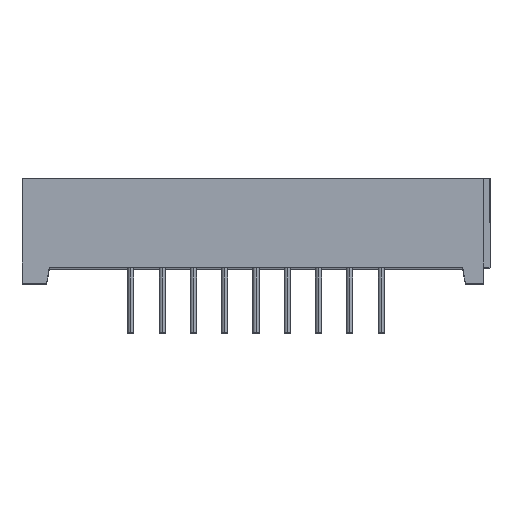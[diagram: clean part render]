
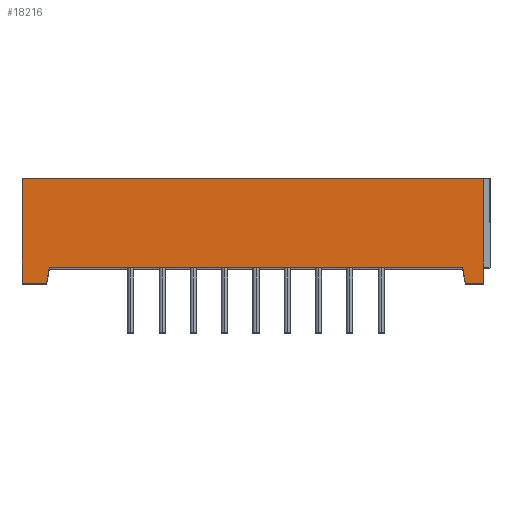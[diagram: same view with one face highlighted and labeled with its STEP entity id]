
A CAD part, top view. The second image highlights one B-rep face of the part: STEP entity #18216.
In plain terms, the highlighted planar face has unit normal (0, 0, 1).
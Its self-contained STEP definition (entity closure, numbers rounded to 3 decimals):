
#982 = EDGE_LOOP ( 'NONE', ( #1703, #1705, #1704, #1706, #1708, #1707, #1709, #1710 ) ) ;
#1703 = ORIENTED_EDGE ( 'NONE', *, *, #18056, .F. ) ;
#1704 = ORIENTED_EDGE ( 'NONE', *, *, #18042, .T. ) ;
#1705 = ORIENTED_EDGE ( 'NONE', *, *, #18060, .T. ) ;
#1706 = ORIENTED_EDGE ( 'NONE', *, *, #18061, .F. ) ;
#1707 = ORIENTED_EDGE ( 'NONE', *, *, #18063, .F. ) ;
#1708 = ORIENTED_EDGE ( 'NONE', *, *, #18062, .F. ) ;
#1709 = ORIENTED_EDGE ( 'NONE', *, *, #18256, .F. ) ;
#1710 = ORIENTED_EDGE ( 'NONE', *, *, #18064, .F. ) ;
#5450 = CARTESIAN_POINT ( 'NONE',  ( -19., 4.25, 30.4 ) ) ;
#5451 = CARTESIAN_POINT ( 'NONE',  ( 18.5, 4.25, 30.4 ) ) ;
#5460 = CARTESIAN_POINT ( 'NONE',  ( 18.5, -4.25, 30.4 ) ) ;
#5461 = CARTESIAN_POINT ( 'NONE',  ( 17., -4.25, 30.4 ) ) ;
#5464 = CARTESIAN_POINT ( 'NONE',  ( -19., -4.25, 30.4 ) ) ;
#5465 = CARTESIAN_POINT ( 'NONE',  ( -17., -4.25, 30.4 ) ) ;
#8673 = VECTOR ( 'NONE', #9483, 1000. ) ;
#8761 = CARTESIAN_POINT ( 'NONE',  ( 16.78, -3., 30.4 ) ) ;
#8762 = CARTESIAN_POINT ( 'NONE',  ( -16.78, -3., 30.4 ) ) ;
#9481 = LINE ( 'NONE', #9482, #8673 ) ;
#9482 = CARTESIAN_POINT ( 'NONE',  ( 19., 4.25, 30.4 ) ) ;
#9483 = DIRECTION ( 'NONE',  ( -1., 0., 0. ) ) ;
#9523 = LINE ( 'NONE', #9524, #9846 ) ;
#9524 = CARTESIAN_POINT ( 'NONE',  ( 19., -4.25, 30.4 ) ) ;
#9525 = DIRECTION ( 'NONE',  ( -1., 0., 0. ) ) ;
#9535 = LINE ( 'NONE', #9536, #9850 ) ;
#9536 = CARTESIAN_POINT ( 'NONE',  ( 18.5, -8.25, 30.4 ) ) ;
#9537 = DIRECTION ( 'NONE',  ( 0., 1., 0. ) ) ;
#9538 = LINE ( 'NONE', #9539, #9851 ) ;
#9539 = CARTESIAN_POINT ( 'NONE',  ( -19., -47.893, 30.4 ) ) ;
#9540 = DIRECTION ( 'NONE',  ( 0., 1., 0. ) ) ;
#9541 = LINE ( 'NONE', #9542, #9852 ) ;
#9542 = CARTESIAN_POINT ( 'NONE',  ( 19., -4.25, 30.4 ) ) ;
#9543 = DIRECTION ( 'NONE',  ( -1., 0., 0. ) ) ;
#9544 = LINE ( 'NONE', #9545, #9853 ) ;
#9545 = CARTESIAN_POINT ( 'NONE',  ( -16.678, -2.425, 30.4 ) ) ;
#9546 = DIRECTION ( 'NONE',  ( -0.174, -0.985, 0. ) ) ;
#9547 = LINE ( 'NONE', #9548, #9854 ) ;
#9548 = CARTESIAN_POINT ( 'NONE',  ( 14.843, 7.983, 30.4 ) ) ;
#9549 = DIRECTION ( 'NONE',  ( -0.174, 0.985, 0. ) ) ;
#9846 = VECTOR ( 'NONE', #9525, 1000. ) ;
#9850 = VECTOR ( 'NONE', #9537, 1000. ) ;
#9851 = VECTOR ( 'NONE', #9540, 1000. ) ;
#9852 = VECTOR ( 'NONE', #9543, 1000. ) ;
#9853 = VECTOR ( 'NONE', #9546, 1000. ) ;
#9854 = VECTOR ( 'NONE', #9549, 1000. ) ;
#10616 = PLANE ( 'NONE',  #11329 ) ;
#10617 = CARTESIAN_POINT ( 'NONE',  ( 19., -47.893, 30.4 ) ) ;
#10618 = DIRECTION ( 'NONE',  ( 0., 0., 1. ) ) ;
#10619 = DIRECTION ( 'NONE',  ( 1., 0., 0. ) ) ;
#10892 = LINE ( 'NONE', #10893, #11442 ) ;
#10893 = CARTESIAN_POINT ( 'NONE',  ( -30.429, -3., 30.4 ) ) ;
#10894 = DIRECTION ( 'NONE',  ( -1., 0., 0. ) ) ;
#11323 = FACE_OUTER_BOUND ( 'NONE', #982, .T. ) ;
#11329 = AXIS2_PLACEMENT_3D ( 'NONE', #10617, #10618, #10619 ) ;
#11442 = VECTOR ( 'NONE', #10894, 1000. ) ;
#16925 = VERTEX_POINT ( 'NONE', #5450 ) ;
#16926 = VERTEX_POINT ( 'NONE', #5451 ) ;
#16935 = VERTEX_POINT ( 'NONE', #5460 ) ;
#16936 = VERTEX_POINT ( 'NONE', #5461 ) ;
#16939 = VERTEX_POINT ( 'NONE', #5464 ) ;
#16940 = VERTEX_POINT ( 'NONE', #5465 ) ;
#17391 = VERTEX_POINT ( 'NONE', #8761 ) ;
#17392 = VERTEX_POINT ( 'NONE', #8762 ) ;
#18042 = EDGE_CURVE ( 'NONE', #16926, #16925, #9481, .T. ) ;
#18056 = EDGE_CURVE ( 'NONE', #16935, #16936, #9523, .T. ) ;
#18060 = EDGE_CURVE ( 'NONE', #16935, #16926, #9535, .T. ) ;
#18061 = EDGE_CURVE ( 'NONE', #16939, #16925, #9538, .T. ) ;
#18062 = EDGE_CURVE ( 'NONE', #16940, #16939, #9541, .T. ) ;
#18063 = EDGE_CURVE ( 'NONE', #17392, #16940, #9544, .T. ) ;
#18064 = EDGE_CURVE ( 'NONE', #16936, #17391, #9547, .T. ) ;
#18216 = ADVANCED_FACE ( 'NONE', ( #11323 ), #10616, .T. ) ;
#18256 = EDGE_CURVE ( 'NONE', #17391, #17392, #10892, .T. ) ;
